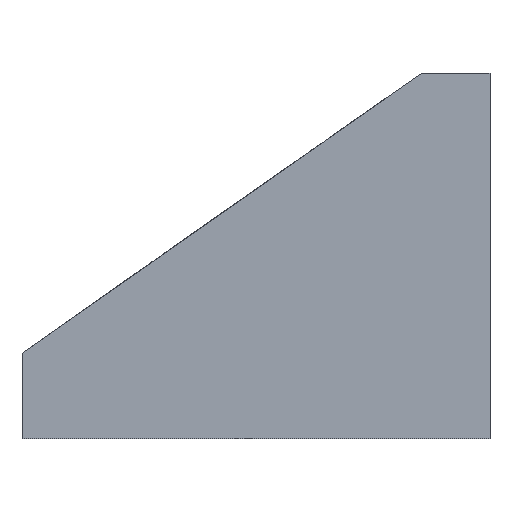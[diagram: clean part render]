
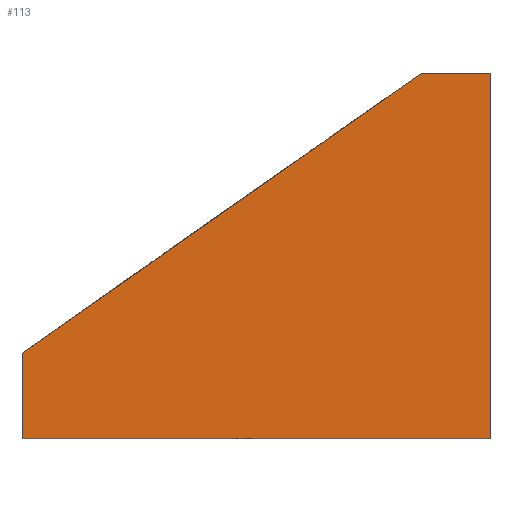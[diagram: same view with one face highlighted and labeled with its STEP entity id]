
A CAD part, left-side view. The second image highlights one B-rep face of the part: STEP entity #113.
In plain terms, the highlighted planar face has unit normal (-1, 0, 0).
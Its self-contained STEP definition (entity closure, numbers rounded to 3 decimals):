
#1 = CARTESIAN_POINT ( 'NONE',  ( -6., 82., 15. ) ) ;
#4 = ORIENTED_EDGE ( 'NONE', *, *, #196, .F. ) ;
#6 = DIRECTION ( 'NONE',  ( 0., -0.819, 0.574 ) ) ;
#11 = FACE_OUTER_BOUND ( 'NONE', #777, .T. ) ;
#32 = ORIENTED_EDGE ( 'NONE', *, *, #33, .F. ) ;
#33 = EDGE_CURVE ( 'NONE', #161, #70, #618, .T. ) ;
#36 = CARTESIAN_POINT ( 'NONE',  ( -6., 82., 0. ) ) ;
#54 = EDGE_CURVE ( 'NONE', #628, #217, #124, .T. ) ;
#70 = VERTEX_POINT ( 'NONE', #619 ) ;
#76 = DIRECTION ( 'NONE',  ( 1., 0., 0. ) ) ;
#111 = CARTESIAN_POINT ( 'NONE',  ( -6., 0., 0. ) ) ;
#113 = ADVANCED_FACE ( 'NONE', ( #11 ), #323, .F. ) ;
#114 = LINE ( 'NONE', #111, #647 ) ;
#124 = LINE ( 'NONE', #501, #584 ) ;
#161 = VERTEX_POINT ( 'NONE', #568 ) ;
#176 = AXIS2_PLACEMENT_3D ( 'NONE', #560, #76, #606 ) ;
#189 = CARTESIAN_POINT ( 'NONE',  ( -6., 82., 0. ) ) ;
#196 = EDGE_CURVE ( 'NONE', #217, #161, #801, .T. ) ;
#217 = VERTEX_POINT ( 'NONE', #269 ) ;
#242 = DIRECTION ( 'NONE',  ( 0., 1., 0. ) ) ;
#244 = VECTOR ( 'NONE', #738, 1000. ) ;
#269 = CARTESIAN_POINT ( 'NONE',  ( -6., 12.021, 64. ) ) ;
#275 = ORIENTED_EDGE ( 'NONE', *, *, #526, .F. ) ;
#323 = PLANE ( 'NONE',  #176 ) ;
#331 = VECTOR ( 'NONE', #397, 1000. ) ;
#340 = VECTOR ( 'NONE', #543, 1000. ) ;
#397 = DIRECTION ( 'NONE',  ( 0., -1., 0. ) ) ;
#435 = EDGE_CURVE ( 'NONE', #70, #775, #114, .T. ) ;
#488 = ORIENTED_EDGE ( 'NONE', *, *, #54, .F. ) ;
#501 = CARTESIAN_POINT ( 'NONE',  ( -6., 82., 15. ) ) ;
#526 = EDGE_CURVE ( 'NONE', #775, #628, #604, .T. ) ;
#534 = ORIENTED_EDGE ( 'NONE', *, *, #435, .F. ) ;
#543 = DIRECTION ( 'NONE',  ( 0., 0., 1. ) ) ;
#560 = CARTESIAN_POINT ( 'NONE',  ( -6., 0., 0. ) ) ;
#568 = CARTESIAN_POINT ( 'NONE',  ( -6., 0., 64. ) ) ;
#584 = VECTOR ( 'NONE', #6, 1000. ) ;
#604 = LINE ( 'NONE', #189, #340 ) ;
#606 = DIRECTION ( 'NONE',  ( 0., 0., -1. ) ) ;
#618 = LINE ( 'NONE', #667, #244 ) ;
#619 = CARTESIAN_POINT ( 'NONE',  ( -6., 0., 0. ) ) ;
#628 = VERTEX_POINT ( 'NONE', #1 ) ;
#647 = VECTOR ( 'NONE', #242, 1000. ) ;
#667 = CARTESIAN_POINT ( 'NONE',  ( -6., 0., 64. ) ) ;
#738 = DIRECTION ( 'NONE',  ( 0., 0., -1. ) ) ;
#775 = VERTEX_POINT ( 'NONE', #36 ) ;
#777 = EDGE_LOOP ( 'NONE', ( #32, #4, #488, #275, #534 ) ) ;
#778 = CARTESIAN_POINT ( 'NONE',  ( -6., 12.021, 64. ) ) ;
#801 = LINE ( 'NONE', #778, #331 ) ;
